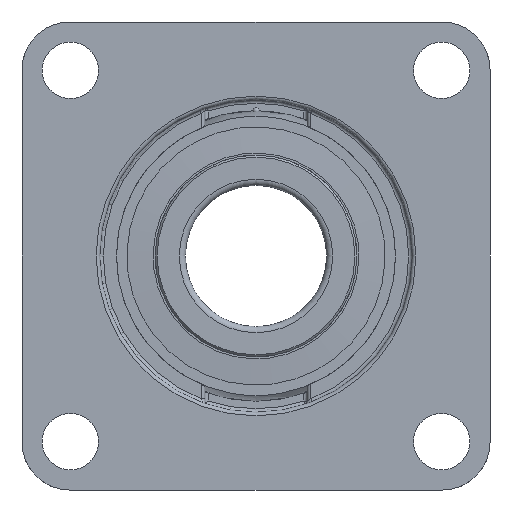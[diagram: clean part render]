
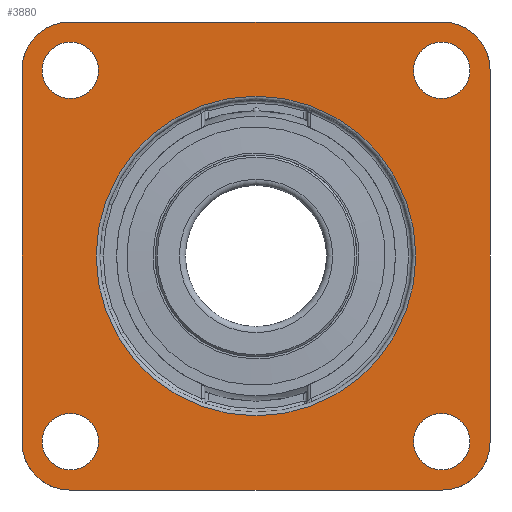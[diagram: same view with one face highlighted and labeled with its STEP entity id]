
A CAD part, left-side view. The second image highlights one B-rep face of the part: STEP entity #3880.
In plain terms, the highlighted face is planar.
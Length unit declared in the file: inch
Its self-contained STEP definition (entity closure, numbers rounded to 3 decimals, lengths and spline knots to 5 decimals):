
#3535=CARTESIAN_POINT('',(1.81546,-2.28346,0.));
#3536=VERTEX_POINT('',#3535);
#3543=CARTESIAN_POINT('',(2.28346,-1.81546,0.));
#3544=VERTEX_POINT('',#3543);
#3545=CARTESIAN_POINT('',(1.81546,-1.81546,0.));
#3546=DIRECTION('',(-0.,0.,1.));
#3547=DIRECTION('',(1.,0.,0.));
#3548=AXIS2_PLACEMENT_3D('',#3545,#3546,#3547);
#3549=CIRCLE('',#3548,0.468);
#3550=EDGE_CURVE('',#3536,#3544,#3549,.T.);
#3567=CARTESIAN_POINT('',(0.,1.56,-0.));
#3568=VERTEX_POINT('',#3567);
#3595=CARTESIAN_POINT('',(0.,-0.,0.));
#3596=DIRECTION('',(0.,-0.,-1.));
#3597=DIRECTION('',(-0.,-1.,0.));
#3598=AXIS2_PLACEMENT_3D('',#3595,#3596,#3597);
#3599=CIRCLE('',#3598,1.56);
#3600=EDGE_CURVE('',#3568,#3568,#3599,.T.);
#3768=CARTESIAN_POINT('',(0.,-0.,0.));
#3769=DIRECTION('',(0.,0.,1.));
#3770=DIRECTION('',(1.,0.,0.));
#3771=AXIS2_PLACEMENT_3D('',#3768,#3769,#3770);
#3772=PLANE('',#3771);
#3773=CARTESIAN_POINT('',(2.28346,1.81546,-0.));
#3774=VERTEX_POINT('',#3773);
#3775=CARTESIAN_POINT('',(2.28346,1.81546,-0.));
#3776=DIRECTION('',(0.,-1.,0.));
#3777=VECTOR('',#3776,1.4295);
#3778=LINE('',#3775,#3777);
#3779=EDGE_CURVE('',#3774,#3544,#3778,.T.);
#3780=ORIENTED_EDGE('',*,*,#3779,.T.);
#3781=ORIENTED_EDGE('',*,*,#3550,.F.);
#3782=CARTESIAN_POINT('',(-1.81546,-2.28346,0.));
#3783=VERTEX_POINT('',#3782);
#3784=CARTESIAN_POINT('',(1.81546,-2.28346,0.));
#3785=DIRECTION('',(-1.,0.,0.));
#3786=VECTOR('',#3785,1.4295);
#3787=LINE('',#3784,#3786);
#3788=EDGE_CURVE('',#3536,#3783,#3787,.T.);
#3789=ORIENTED_EDGE('',*,*,#3788,.T.);
#3790=CARTESIAN_POINT('',(-2.28346,-1.81546,0.));
#3791=VERTEX_POINT('',#3790);
#3792=CARTESIAN_POINT('',(-1.81546,-1.81546,0.));
#3793=DIRECTION('',(-0.,0.,1.));
#3794=DIRECTION('',(1.,0.,0.));
#3795=AXIS2_PLACEMENT_3D('',#3792,#3793,#3794);
#3796=CIRCLE('',#3795,0.468);
#3797=EDGE_CURVE('',#3791,#3783,#3796,.T.);
#3798=ORIENTED_EDGE('',*,*,#3797,.F.);
#3799=CARTESIAN_POINT('',(-2.28346,1.81546,-0.));
#3800=VERTEX_POINT('',#3799);
#3801=CARTESIAN_POINT('',(-2.28346,-1.81546,0.));
#3802=DIRECTION('',(0.,1.,-0.));
#3803=VECTOR('',#3802,1.4295);
#3804=LINE('',#3801,#3803);
#3805=EDGE_CURVE('',#3791,#3800,#3804,.T.);
#3806=ORIENTED_EDGE('',*,*,#3805,.T.);
#3807=CARTESIAN_POINT('',(-1.81546,2.28346,-0.));
#3808=VERTEX_POINT('',#3807);
#3809=CARTESIAN_POINT('',(-1.81546,1.81546,-0.));
#3810=DIRECTION('',(-0.,0.,1.));
#3811=DIRECTION('',(1.,0.,0.));
#3812=AXIS2_PLACEMENT_3D('',#3809,#3810,#3811);
#3813=CIRCLE('',#3812,0.468);
#3814=EDGE_CURVE('',#3808,#3800,#3813,.T.);
#3815=ORIENTED_EDGE('',*,*,#3814,.F.);
#3816=CARTESIAN_POINT('',(1.81546,2.28346,-0.));
#3817=VERTEX_POINT('',#3816);
#3818=CARTESIAN_POINT('',(-1.81546,2.28346,-0.));
#3819=DIRECTION('',(1.,0.,0.));
#3820=VECTOR('',#3819,1.4295);
#3821=LINE('',#3818,#3820);
#3822=EDGE_CURVE('',#3808,#3817,#3821,.T.);
#3823=ORIENTED_EDGE('',*,*,#3822,.T.);
#3824=CARTESIAN_POINT('',(1.81546,1.81546,-0.));
#3825=DIRECTION('',(-0.,0.,1.));
#3826=DIRECTION('',(1.,0.,0.));
#3827=AXIS2_PLACEMENT_3D('',#3824,#3825,#3826);
#3828=CIRCLE('',#3827,0.468);
#3829=EDGE_CURVE('',#3774,#3817,#3828,.T.);
#3830=ORIENTED_EDGE('',*,*,#3829,.F.);
#3831=EDGE_LOOP('',(#3780,#3781,#3789,#3798,#3806,#3815,#3823,#3830));
#3832=FACE_BOUND('',#3831,.T.);
#3833=CARTESIAN_POINT('',(-2.08661,1.81102,-0.));
#3834=VERTEX_POINT('',#3833);
#3835=CARTESIAN_POINT('',(-1.81102,1.81102,-0.));
#3836=DIRECTION('',(-0.,0.,1.));
#3837=DIRECTION('',(1.,0.,0.));
#3838=AXIS2_PLACEMENT_3D('',#3835,#3836,#3837);
#3839=CIRCLE('',#3838,0.27559);
#3840=EDGE_CURVE('',#3834,#3834,#3839,.T.);
#3841=ORIENTED_EDGE('',*,*,#3840,.T.);
#3842=EDGE_LOOP('',(#3841));
#3843=FACE_BOUND('',#3842,.T.);
#3844=CARTESIAN_POINT('',(-1.81102,-2.08661,0.));
#3845=VERTEX_POINT('',#3844);
#3846=CARTESIAN_POINT('',(-1.81102,-1.81102,0.));
#3847=DIRECTION('',(0.,0.,1.));
#3848=DIRECTION('',(-0.,1.,-0.));
#3849=AXIS2_PLACEMENT_3D('',#3846,#3847,#3848);
#3850=CIRCLE('',#3849,0.27559);
#3851=EDGE_CURVE('',#3845,#3845,#3850,.T.);
#3852=ORIENTED_EDGE('',*,*,#3851,.T.);
#3853=EDGE_LOOP('',(#3852));
#3854=FACE_BOUND('',#3853,.T.);
#3855=CARTESIAN_POINT('',(2.08661,-1.81102,0.));
#3856=VERTEX_POINT('',#3855);
#3857=CARTESIAN_POINT('',(1.81102,-1.81102,0.));
#3858=DIRECTION('',(0.,0.,1.));
#3859=DIRECTION('',(-1.,-0.,0.));
#3860=AXIS2_PLACEMENT_3D('',#3857,#3858,#3859);
#3861=CIRCLE('',#3860,0.27559);
#3862=EDGE_CURVE('',#3856,#3856,#3861,.T.);
#3863=ORIENTED_EDGE('',*,*,#3862,.T.);
#3864=EDGE_LOOP('',(#3863));
#3865=FACE_BOUND('',#3864,.T.);
#3866=CARTESIAN_POINT('',(1.81102,2.08661,-0.));
#3867=VERTEX_POINT('',#3866);
#3868=CARTESIAN_POINT('',(1.81102,1.81102,-0.));
#3869=DIRECTION('',(0.,0.,1.));
#3870=DIRECTION('',(0.,-1.,0.));
#3871=AXIS2_PLACEMENT_3D('',#3868,#3869,#3870);
#3872=CIRCLE('',#3871,0.27559);
#3873=EDGE_CURVE('',#3867,#3867,#3872,.T.);
#3874=ORIENTED_EDGE('',*,*,#3873,.T.);
#3875=EDGE_LOOP('',(#3874));
#3876=FACE_BOUND('',#3875,.T.);
#3877=ORIENTED_EDGE('',*,*,#3600,.F.);
#3878=EDGE_LOOP('',(#3877));
#3879=FACE_BOUND('',#3878,.T.);
#3880=ADVANCED_FACE('',(#3832,#3843,#3854,#3865,#3876,#3879),#3772,.F.);
